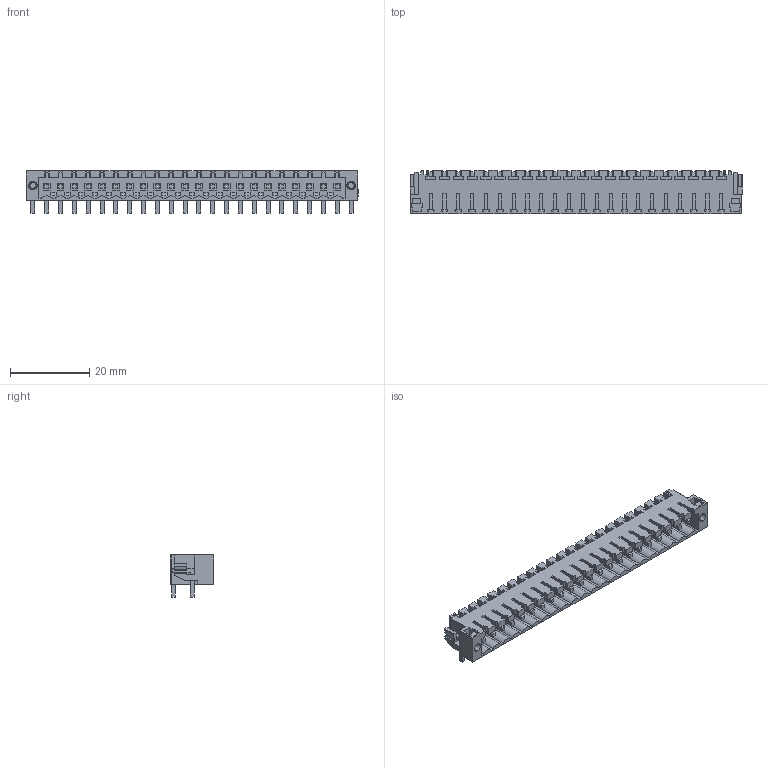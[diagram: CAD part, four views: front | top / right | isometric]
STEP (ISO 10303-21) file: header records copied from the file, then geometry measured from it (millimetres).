
FILE_DESCRIPTION(('CATIA V5 STEP Exchange','CAx-IF Rec.Pracs.--- Model Styling and Organization---1.2---2011-12-15'),'2;1');
FILE_NAME ('D1457221_0_1842050000_1842050000.stp','2018-03-14T12:47:06+00:00',('none'),('Weidmueller'),'CATIA Version 5-6 Release 2014','CATIA V5 STEP AP214','none');
FILE_SCHEMA(('AUTOMOTIVE_DESIGN { 1 0 10303 214 1 1 1 1 }'));
Length unit declared in the file: millimetre
Products named in the file (1): 1842050000
Bounding box: 83.95 x 11.05 x 10.65 mm (x, y, z)
Volume: 2970 mm3; surface area: 7986.5 mm2
Topology: 25 solids, 25 shells, 1634 faces, 4957 edges, 3418 vertices
Faces by surface type: plane 1512, cylinder 122
Entity records: 52690 total; most frequent: ORIENTED_EDGE 9914, CARTESIAN_POINT 9296, DIRECTION 6751, EDGE_CURVE 4957, VECTOR 4713, LINE 4713, VERTEX_POINT 3418, EDGE_LOOP 1731
